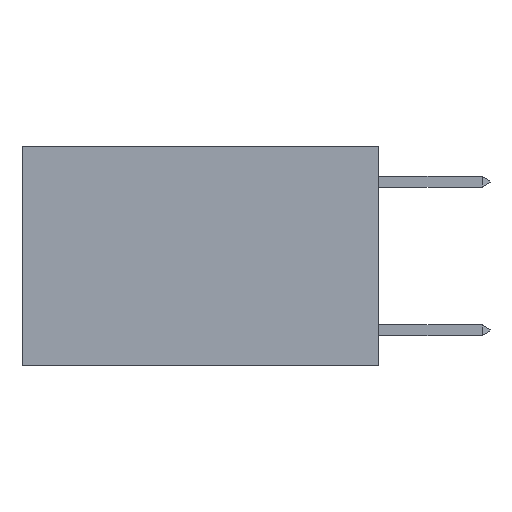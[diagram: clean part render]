
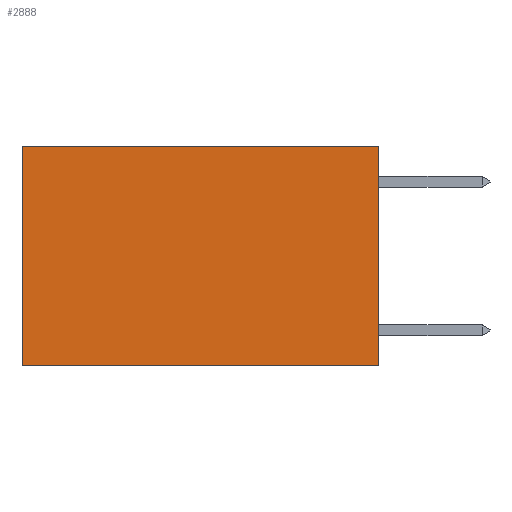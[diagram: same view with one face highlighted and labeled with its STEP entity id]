
A CAD part, left-side view. The second image highlights one B-rep face of the part: STEP entity #2888.
In plain terms, the highlighted planar face has unit normal (-1, 0, 0).
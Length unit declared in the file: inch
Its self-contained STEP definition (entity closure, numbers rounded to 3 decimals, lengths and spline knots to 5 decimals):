
#133 = CARTESIAN_POINT ( 'NONE',  ( 0.2625, 0.6, 0. ) ) ;
#533 = DIRECTION ( 'NONE',  ( 0., 1., 0. ) ) ;
#996 = LINE ( 'NONE', #4957, #7758 ) ;
#1001 = ORIENTED_EDGE ( 'NONE', *, *, #11604, .F. ) ;
#1380 = CARTESIAN_POINT ( 'NONE',  ( 0.2625, 0.6, -0.37 ) ) ;
#1668 = VERTEX_POINT ( 'NONE', #3639 ) ;
#1767 = AXIS2_PLACEMENT_3D ( 'NONE', #9824, #11903, #4777 ) ;
#1926 = DIRECTION ( 'NONE',  ( 0., 0., -1. ) ) ;
#2699 = ORIENTED_EDGE ( 'NONE', *, *, #8260, .T. ) ;
#2888 = ADVANCED_FACE ( 'NONE', ( #4648 ), #10768, .F. ) ;
#3639 = CARTESIAN_POINT ( 'NONE',  ( 0.2625, 0., 0. ) ) ;
#3781 = CARTESIAN_POINT ( 'NONE',  ( 0.2625, 0.6, 0. ) ) ;
#4283 = VECTOR ( 'NONE', #533, 39.37008 ) ;
#4648 = FACE_OUTER_BOUND ( 'NONE', #9796, .T. ) ;
#4777 = DIRECTION ( 'NONE',  ( 0., 0., -1. ) ) ;
#4957 = CARTESIAN_POINT ( 'NONE',  ( 0.2625, 0., 0. ) ) ;
#5956 = VERTEX_POINT ( 'NONE', #3781 ) ;
#6865 = VERTEX_POINT ( 'NONE', #1380 ) ;
#7758 = VECTOR ( 'NONE', #1926, 39.37008 ) ;
#8092 = CARTESIAN_POINT ( 'NONE',  ( 0.2625, 0., 0. ) ) ;
#8151 = EDGE_CURVE ( 'NONE', #5956, #6865, #10545, .T. ) ;
#8260 = EDGE_CURVE ( 'NONE', #1668, #5956, #11757, .T. ) ;
#8264 = EDGE_CURVE ( 'NONE', #11594, #6865, #8781, .T. ) ;
#8781 = LINE ( 'NONE', #8849, #4283 ) ;
#8849 = CARTESIAN_POINT ( 'NONE',  ( 0.2625, 0., -0.37 ) ) ;
#9646 = ORIENTED_EDGE ( 'NONE', *, *, #8151, .T. ) ;
#9796 = EDGE_LOOP ( 'NONE', ( #9646, #13116, #1001, #2699 ) ) ;
#9824 = CARTESIAN_POINT ( 'NONE',  ( 0.2625, 0., 0. ) ) ;
#10079 = VECTOR ( 'NONE', #11556, 39.37008 ) ;
#10336 = CARTESIAN_POINT ( 'NONE',  ( 0.2625, 0., -0.37 ) ) ;
#10545 = LINE ( 'NONE', #133, #10079 ) ;
#10725 = VECTOR ( 'NONE', #11882, 39.37008 ) ;
#10768 = PLANE ( 'NONE',  #1767 ) ;
#11556 = DIRECTION ( 'NONE',  ( 0., 0., -1. ) ) ;
#11594 = VERTEX_POINT ( 'NONE', #10336 ) ;
#11604 = EDGE_CURVE ( 'NONE', #1668, #11594, #996, .T. ) ;
#11757 = LINE ( 'NONE', #8092, #10725 ) ;
#11882 = DIRECTION ( 'NONE',  ( 0., 1., 0. ) ) ;
#11903 = DIRECTION ( 'NONE',  ( 1., 0., 0. ) ) ;
#13116 = ORIENTED_EDGE ( 'NONE', *, *, #8264, .F. ) ;
